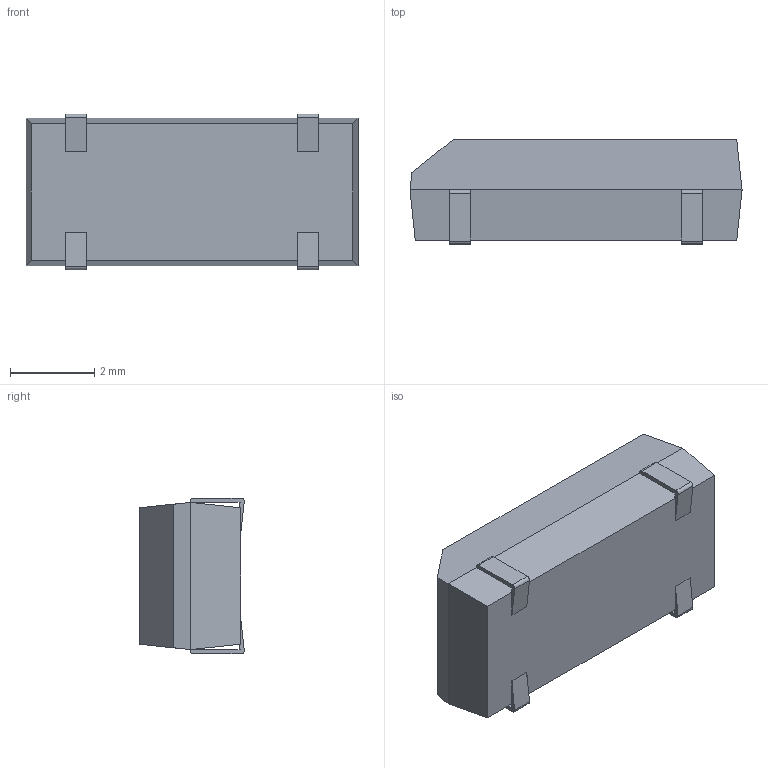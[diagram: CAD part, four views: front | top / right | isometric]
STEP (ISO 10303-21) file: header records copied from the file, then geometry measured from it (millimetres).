
FILE_DESCRIPTION (( 'STEP AP214' ), '1' );
FILE_NAME ('User Library-CM250c.STEP', '2013-04-29T15:11:22', ( 'Windows User' ), ( '' ), 'SwSTEP 2.0', 'SolidWorks 2013', '' );
FILE_SCHEMA (( 'AUTOMOTIVE_DESIGN' ));
Length unit declared in the file: millimetre
Products named in the file (1): User Library-CM250c
Bounding box: 7.9 x 2.49 x 3.7 mm (x, y, z)
Volume: 62.1 mm3; surface area: 108.2 mm2
Topology: 1 solids, 1 shells, 124 faces, 357 edges, 234 vertices
Faces by surface type: plane 79, bspline 35, cylinder 8, cone 2
Entity records: 6147 total; most frequent: CARTESIAN_POINT 2919, ORIENTED_EDGE 714, DIRECTION 487, EDGE_CURVE 357, LINE 267, VECTOR 267, VERTEX_POINT 234, EDGE_LOOP 131
